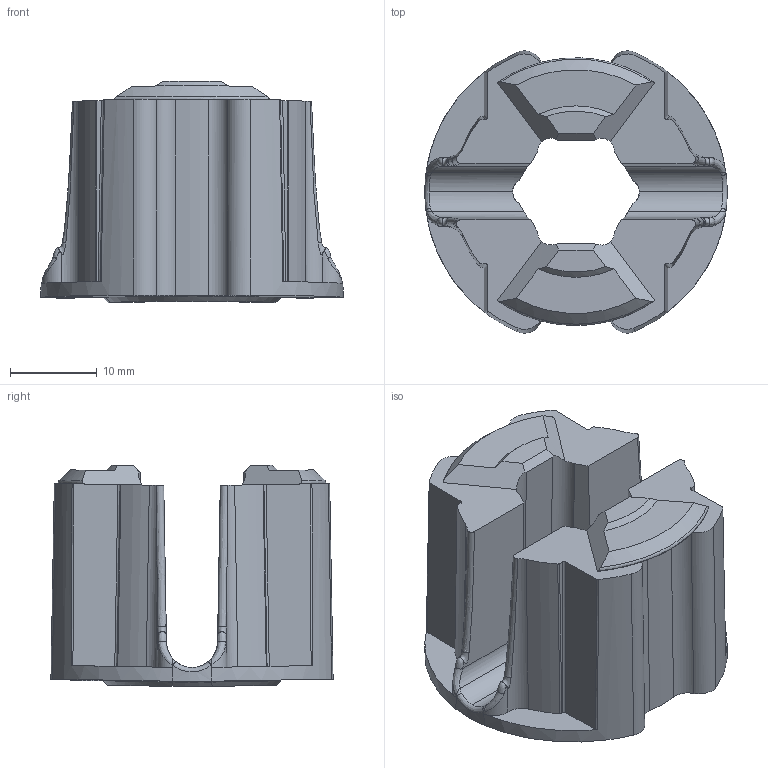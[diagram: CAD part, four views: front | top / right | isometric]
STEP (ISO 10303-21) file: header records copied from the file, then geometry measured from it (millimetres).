
FILE_DESCRIPTION (( 'STEP AP203' ), '1' );
FILE_NAME ('REV-21-6536_RevC_UNLINKED.STEP', '2025-08-26T16:09:19', ( '' ), ( '' ), 'SwSTEP 2.0', 'SolidWorks 2022', '' );
FILE_SCHEMA (( 'CONFIG_CONTROL_DESIGN' ));
Length unit declared in the file: millimetre
Products named in the file (1): REV-21-6536_RevC_UNLINKED
Bounding box: 34.93 x 32.6 x 25.55 mm (x, y, z)
Volume: 11881.3 mm3; surface area: 5306.3 mm2
Topology: 1 solids, 1 shells, 672 faces, 1796 edges, 1181 vertices
Faces by surface type: plane 373, bspline 225, cylinder 56, cone 16, torus 2
Entity records: 42914 total; most frequent: CARTESIAN_POINT 30296, ORIENTED_EDGE 3592, EDGE_CURVE 1796, B_SPLINE_CURVE_WITH_KNOTS 1779, VERTEX_POINT 1181, DIRECTION 919, EDGE_LOOP 729, ADVANCED_FACE 672
